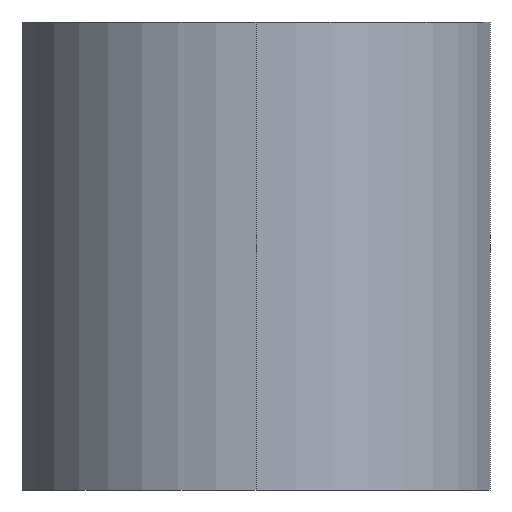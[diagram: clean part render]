
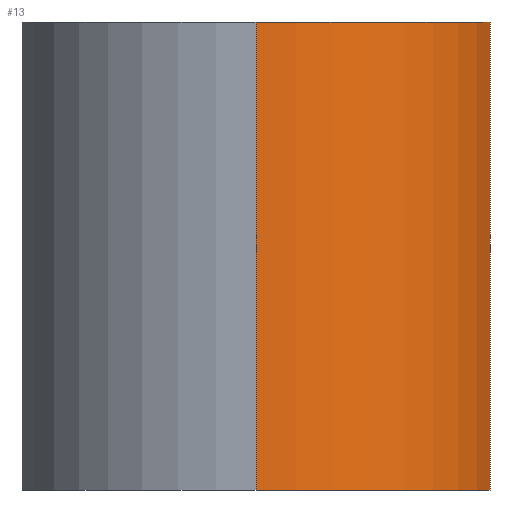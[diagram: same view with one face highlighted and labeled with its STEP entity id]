
A CAD part, left-side view. The second image highlights one B-rep face of the part: STEP entity #13.
In plain terms, the highlighted cylindrical face has radius 5.17 mm (diameter 10.34 mm), a partial arc.
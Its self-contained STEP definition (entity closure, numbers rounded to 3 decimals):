
#2 = AXIS2_PLACEMENT_3D ( 'NONE', #225, #198, #118 ) ;
#10 = CARTESIAN_POINT ( 'NONE',  ( -1.315, -5., 0. ) ) ;
#12 = FACE_OUTER_BOUND ( 'NONE', #167, .T. ) ;
#13 = ADVANCED_FACE ( 'NONE', ( #12 ), #87, .T. ) ;
#21 = VERTEX_POINT ( 'NONE', #245 ) ;
#37 = DIRECTION ( 'NONE',  ( 1., 0., 0. ) ) ;
#54 = CARTESIAN_POINT ( 'NONE',  ( -5.17, 0., 10. ) ) ;
#60 = VERTEX_POINT ( 'NONE', #195 ) ;
#65 = VERTEX_POINT ( 'NONE', #10 ) ;
#67 = DIRECTION ( 'NONE',  ( 0., 0., -1. ) ) ;
#77 = LINE ( 'NONE', #269, #231 ) ;
#87 = CYLINDRICAL_SURFACE ( 'NONE', #128, 5.17 ) ;
#94 = DIRECTION ( 'NONE',  ( 0., 0., 1. ) ) ;
#98 = AXIS2_PLACEMENT_3D ( 'NONE', #230, #94, #37 ) ;
#103 = DIRECTION ( 'NONE',  ( -1., 0., 0. ) ) ;
#108 = ORIENTED_EDGE ( 'NONE', *, *, #200, .F. ) ;
#118 = DIRECTION ( 'NONE',  ( 1., 0., 0. ) ) ;
#128 = AXIS2_PLACEMENT_3D ( 'NONE', #132, #67, #103 ) ;
#132 = CARTESIAN_POINT ( 'NONE',  ( 0., 0., 10. ) ) ;
#138 = DIRECTION ( 'NONE',  ( 0., 0., -1. ) ) ;
#146 = ORIENTED_EDGE ( 'NONE', *, *, #162, .T. ) ;
#156 = LINE ( 'NONE', #271, #188 ) ;
#158 = DIRECTION ( 'NONE',  ( 0., 0., -1. ) ) ;
#161 = EDGE_CURVE ( 'NONE', #60, #65, #228, .T. ) ;
#162 = EDGE_CURVE ( 'NONE', #186, #60, #77, .T. ) ;
#167 = EDGE_LOOP ( 'NONE', ( #108, #146, #261, #257 ) ) ;
#186 = VERTEX_POINT ( 'NONE', #54 ) ;
#188 = VECTOR ( 'NONE', #138, 1000. ) ;
#195 = CARTESIAN_POINT ( 'NONE',  ( -5.17, 0., 0. ) ) ;
#198 = DIRECTION ( 'NONE',  ( 0., 0., 1. ) ) ;
#200 = EDGE_CURVE ( 'NONE', #186, #21, #205, .T. ) ;
#205 = CIRCLE ( 'NONE', #2, 5.17 ) ;
#225 = CARTESIAN_POINT ( 'NONE',  ( 0., 0., 10. ) ) ;
#228 = CIRCLE ( 'NONE', #98, 5.17 ) ;
#230 = CARTESIAN_POINT ( 'NONE',  ( 0., 0., 0. ) ) ;
#231 = VECTOR ( 'NONE', #158, 1000. ) ;
#245 = CARTESIAN_POINT ( 'NONE',  ( -1.315, -5., 10. ) ) ;
#257 = ORIENTED_EDGE ( 'NONE', *, *, #266, .F. ) ;
#261 = ORIENTED_EDGE ( 'NONE', *, *, #161, .T. ) ;
#266 = EDGE_CURVE ( 'NONE', #21, #65, #156, .T. ) ;
#269 = CARTESIAN_POINT ( 'NONE',  ( -5.17, 0., 10. ) ) ;
#271 = CARTESIAN_POINT ( 'NONE',  ( -1.315, -5., 10. ) ) ;
